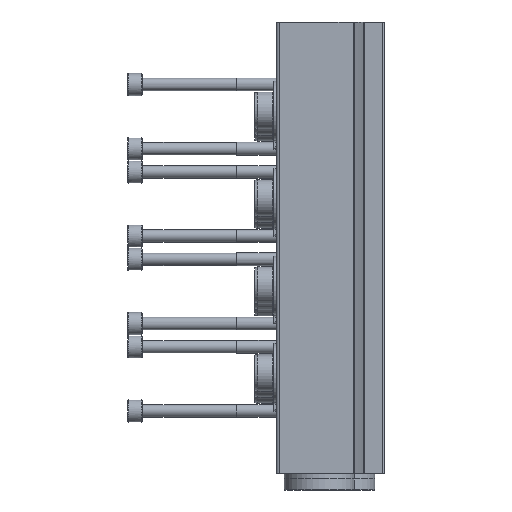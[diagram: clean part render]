
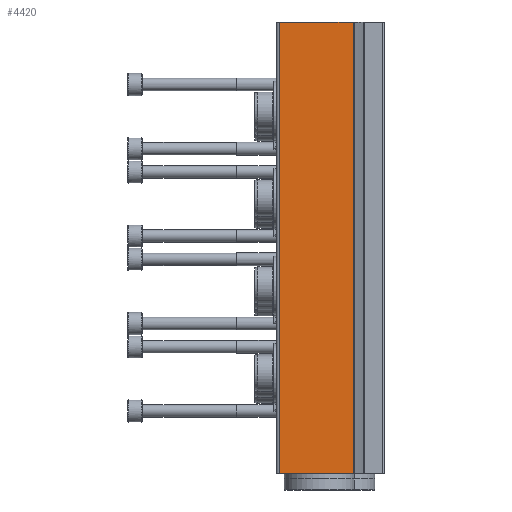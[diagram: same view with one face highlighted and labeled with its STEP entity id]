
A CAD part, left-side view. The second image highlights one B-rep face of the part: STEP entity #4420.
In plain terms, the highlighted planar face has unit normal (-1, 0, 0).
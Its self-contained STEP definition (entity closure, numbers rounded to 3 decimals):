
#162=PLANE('',#4770);
#612=ORIENTED_EDGE('',*,*,#1782,.F.);
#613=ORIENTED_EDGE('',*,*,#1781,.F.);
#614=ORIENTED_EDGE('',*,*,#1783,.T.);
#615=ORIENTED_EDGE('',*,*,#1784,.T.);
#1781=EDGE_CURVE('',#2366,#2364,#2790,.T.);
#1782=EDGE_CURVE('',#2364,#2367,#2791,.T.);
#1783=EDGE_CURVE('',#2366,#2368,#2792,.T.);
#1784=EDGE_CURVE('',#2368,#2367,#2793,.T.);
#2364=VERTEX_POINT('',#7055);
#2366=VERTEX_POINT('',#7059);
#2367=VERTEX_POINT('',#7063);
#2368=VERTEX_POINT('',#7065);
#2790=LINE('',#7060,#3082);
#2791=LINE('',#7062,#3083);
#2792=LINE('',#7064,#3084);
#2793=LINE('',#7066,#3085);
#3082=VECTOR('',#5369,1000.);
#3083=VECTOR('',#5372,1000.);
#3084=VECTOR('',#5373,1000.);
#3085=VECTOR('',#5374,1000.);
#3384=EDGE_LOOP('',(#612,#613,#614,#615));
#3853=FACE_BOUND('',#3384,.T.);
#4420=ADVANCED_FACE('',(#3853),#162,.T.);
#4770=AXIS2_PLACEMENT_3D('',#7061,#5370,#5371);
#5369=DIRECTION('',(0.,0.,1.));
#5370=DIRECTION('',(-1.,0.,0.));
#5371=DIRECTION('',(0.,0.,1.));
#5372=DIRECTION('',(0.,-1.,0.));
#5373=DIRECTION('',(0.,-1.,0.));
#5374=DIRECTION('',(0.,0.,1.));
#7055=CARTESIAN_POINT('',(-40.25,33.,0.));
#7059=CARTESIAN_POINT('',(-40.25,33.,-142.));
#7060=CARTESIAN_POINT('',(-40.25,33.,-142.));
#7061=CARTESIAN_POINT('',(-40.25,33.,-142.));
#7062=CARTESIAN_POINT('',(-40.25,33.,0.));
#7063=CARTESIAN_POINT('',(-40.25,9.853,0.));
#7064=CARTESIAN_POINT('',(-40.25,33.,-142.));
#7065=CARTESIAN_POINT('',(-40.25,9.853,-142.));
#7066=CARTESIAN_POINT('',(-40.25,9.853,-142.));
